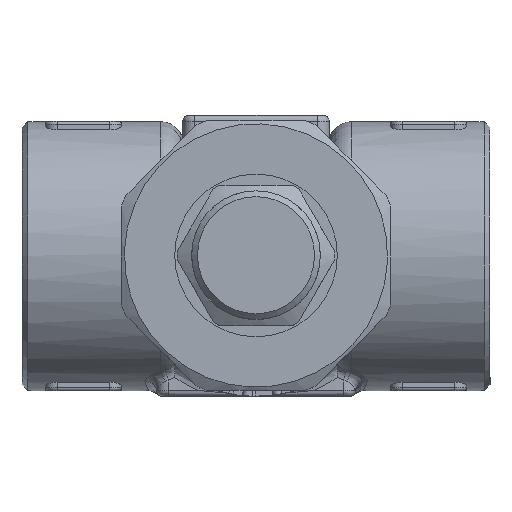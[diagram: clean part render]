
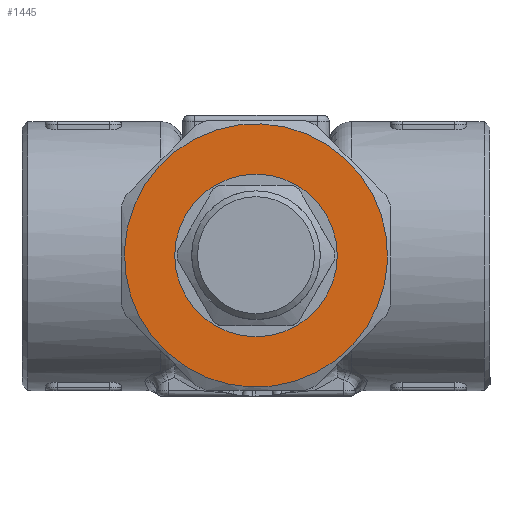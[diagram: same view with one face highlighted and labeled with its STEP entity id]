
A CAD part, top view. The second image highlights one B-rep face of the part: STEP entity #1445.
In plain terms, the highlighted planar face has unit normal (0, 0, 1).
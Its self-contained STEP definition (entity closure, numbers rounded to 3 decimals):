
#685=CARTESIAN_POINT('',(13.9,0.,62.0));
#686=VERTEX_POINT('',#685);
#687=CARTESIAN_POINT('',(0.,0.,62.0));
#688=DIRECTION('',(0.0,0.0,-1.0));
#689=DIRECTION('',(-1.0,0.0,0.0));
#690=AXIS2_PLACEMENT_3D('',#687,#688,#689);
#691=CIRCLE('',#690,13.9);
#692=EDGE_CURVE('',#686,#686,#691,.T.);
#936=CARTESIAN_POINT('',(-8.61,-20.787,62.0));
#937=VERTEX_POINT('',#936);
#938=CARTESIAN_POINT('',(0.,0.,62.0));
#939=DIRECTION('',(0.0,0.0,1.0));
#940=DIRECTION('',(-0.383,-0.924,0.0));
#941=AXIS2_PLACEMENT_3D('',#938,#939,#940);
#942=CIRCLE('',#941,22.5);
#943=EDGE_CURVE('',#937,#937,#942,.T.);
#1434=CARTESIAN_POINT('',(0.,0.,62.0));
#1435=DIRECTION('',(0.0,0.0,1.0));
#1436=DIRECTION('',(1.0,0.0,0.0));
#1437=AXIS2_PLACEMENT_3D('',#1434,#1435,#1436);
#1438=PLANE('',#1437);
#1439=ORIENTED_EDGE('',*,*,#943,.T.);
#1440=EDGE_LOOP('',(#1439));
#1441=FACE_OUTER_BOUND('',#1440,.T.);
#1442=ORIENTED_EDGE('',*,*,#692,.T.);
#1443=EDGE_LOOP('',(#1442));
#1444=FACE_BOUND('',#1443,.T.);
#1445=ADVANCED_FACE('',(#1441,#1444),#1438,.T.);
